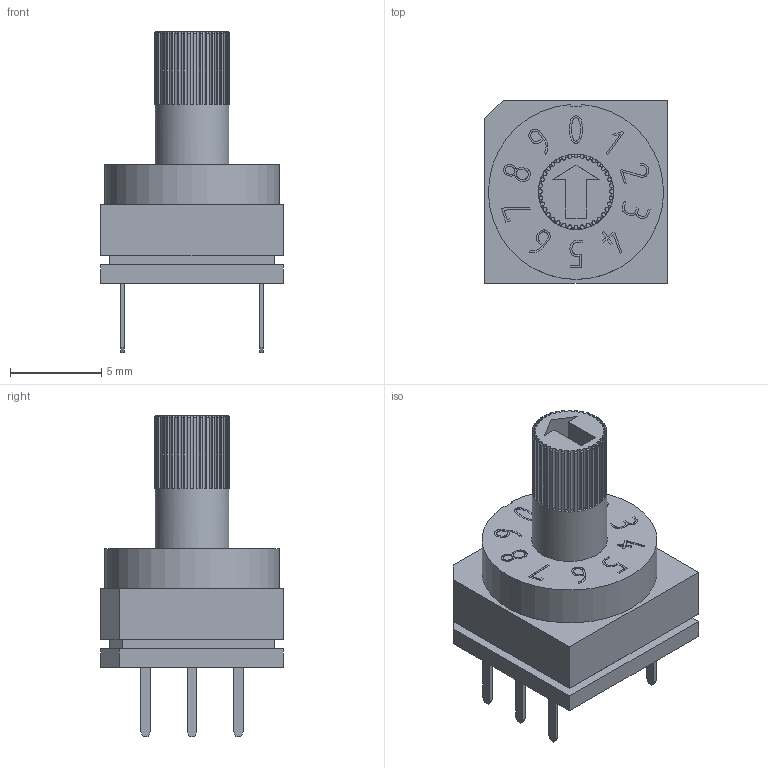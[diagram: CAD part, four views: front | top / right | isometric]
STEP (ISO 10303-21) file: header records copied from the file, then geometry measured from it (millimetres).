
FILE_DESCRIPTION(/* description */ ('Unknown'),/* implementation_level */ '2;1');
FILE_NAME(/* name */ 'SW_Wurth_WS-ROTV_428527420910',/* time_stamp */ '2025-09-17T18:00:49+08:00',/* author */ ('Unknown'),/* organization */ ('Unknown'),/* preprocessor_version */ 'ST-DEVELOPER v19.4',/* originating_system */ 'Solid Edge',/* authorisation */ 'Unknown');
FILE_SCHEMA (('AUTOMOTIVE_DESIGN {1 0 10303 214 3 1 1}'));
Length unit declared in the file: millimetre
Products named in the file (2): SW_Wurth_WS-ROTV_428527420910
Assembly tree (1 placements, depth 2):
  SW_Wurth_WS-ROTV_428527420910
    SW_Wurth_WS-ROTV_428527420910
Bounding box: 10 x 10 x 17.6 mm (x, y, z)
Volume: 666.1 mm3; surface area: 710.9 mm2
Topology: 1 solids, 1 shells, 348 faces, 957 edges, 638 vertices
Faces by surface type: plane 244, cylinder 40, torus 36, bspline 28
Full cylindrical faces by diameter (mm): 4.1 x1, 4.15 x1
Entity records: 14488 total; most frequent: CARTESIAN_POINT 3287, ORIENTED_EDGE 1900, DIRECTION 1703, EDGE_CURVE 950, VERTEX_POINT 637, AXIS2_PLACEMENT_3D 581, LINE 541, VECTOR 541
